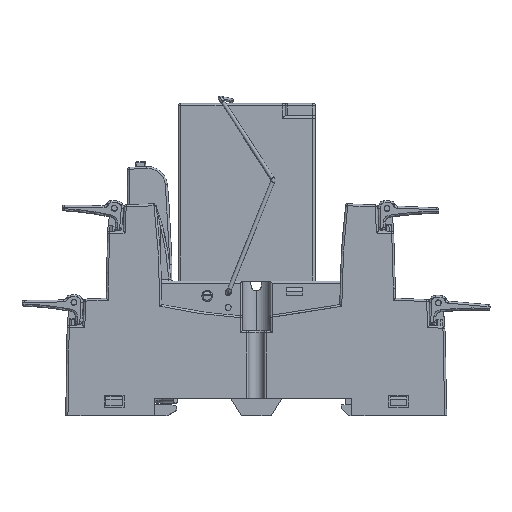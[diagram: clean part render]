
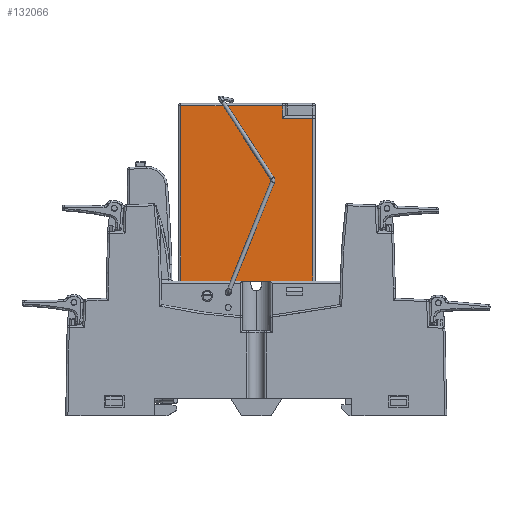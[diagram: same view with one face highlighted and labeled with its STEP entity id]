
A CAD part, top view. The second image highlights one B-rep face of the part: STEP entity #132066.
In plain terms, the highlighted planar face has unit normal (0, 0, 1).
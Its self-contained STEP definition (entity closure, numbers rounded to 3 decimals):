
#2880 = CARTESIAN_POINT ( 'NONE',  ( -25.743, 39.066, 10.444 ) ) ;
#2930 = CARTESIAN_POINT ( 'NONE',  ( -38.993, 3.966, 10.444 ) ) ;
#4656 = CARTESIAN_POINT ( 'NONE',  ( -18.593, 39.066, 10.444 ) ) ;
#8745 = LINE ( 'NONE', #2880, #142299 ) ;
#10379 = EDGE_CURVE ( 'NONE', #91474, #131092, #118604, .T. ) ;
#18951 = CARTESIAN_POINT ( 'NONE',  ( -12.493, 36.566, 10.444 ) ) ;
#22462 = VERTEX_POINT ( 'NONE', #2930 ) ;
#23217 = VERTEX_POINT ( 'NONE', #34750 ) ;
#32580 = LINE ( 'NONE', #152049, #68263 ) ;
#33940 = VECTOR ( 'NONE', #36862, 1000. ) ;
#34750 = CARTESIAN_POINT ( 'NONE',  ( -12.493, 3.966, 10.444 ) ) ;
#36862 = DIRECTION ( 'NONE',  ( 0., 1., 0. ) ) ;
#37306 = ORIENTED_EDGE ( 'NONE', *, *, #151985, .T. ) ;
#39808 = EDGE_LOOP ( 'NONE', ( #80603, #74319, #37306, #137518, #131417, #82135 ) ) ;
#44678 = LINE ( 'NONE', #146507, #104896 ) ;
#45676 = LINE ( 'NONE', #73396, #147285 ) ;
#51056 = CARTESIAN_POINT ( 'NONE',  ( -38.993, 39.066, 10.444 ) ) ;
#58282 = PLANE ( 'NONE',  #145781 ) ;
#65209 = CARTESIAN_POINT ( 'NONE',  ( -38.993, 3.966, 10.444 ) ) ;
#68263 = VECTOR ( 'NONE', #104183, 1000. ) ;
#70354 = CARTESIAN_POINT ( 'NONE',  ( -25.743, 3.966, 10.444 ) ) ;
#73371 = DIRECTION ( 'NONE',  ( -1., 0., 0. ) ) ;
#73396 = CARTESIAN_POINT ( 'NONE',  ( -12.493, 3.966, 10.444 ) ) ;
#74319 = ORIENTED_EDGE ( 'NONE', *, *, #87550, .T. ) ;
#80603 = ORIENTED_EDGE ( 'NONE', *, *, #112011, .T. ) ;
#81122 = LINE ( 'NONE', #65209, #116856 ) ;
#82135 = ORIENTED_EDGE ( 'NONE', *, *, #10379, .T. ) ;
#82636 = VERTEX_POINT ( 'NONE', #18951 ) ;
#86623 = DIRECTION ( 'NONE',  ( 1., 0., 0. ) ) ;
#87550 = EDGE_CURVE ( 'NONE', #148199, #22462, #81122, .T. ) ;
#91474 = VERTEX_POINT ( 'NONE', #92277 ) ;
#92277 = CARTESIAN_POINT ( 'NONE',  ( -18.593, 36.566, 10.444 ) ) ;
#97880 = CARTESIAN_POINT ( 'NONE',  ( -18.593, 3.966, 10.444 ) ) ;
#104183 = DIRECTION ( 'NONE',  ( -1., 0., 0. ) ) ;
#104896 = VECTOR ( 'NONE', #86623, 1000. ) ;
#110996 = EDGE_CURVE ( 'NONE', #23217, #82636, #45676, .T. ) ;
#112011 = EDGE_CURVE ( 'NONE', #131092, #148199, #8745, .T. ) ;
#116174 = DIRECTION ( 'NONE',  ( 0., 0., -1. ) ) ;
#116856 = VECTOR ( 'NONE', #136216, 1000. ) ;
#118604 = LINE ( 'NONE', #97880, #33940 ) ;
#123022 = FACE_OUTER_BOUND ( 'NONE', #39808, .T. ) ;
#129279 = DIRECTION ( 'NONE',  ( 0., -1., 0. ) ) ;
#131092 = VERTEX_POINT ( 'NONE', #4656 ) ;
#131417 = ORIENTED_EDGE ( 'NONE', *, *, #141353, .T. ) ;
#132066 = ADVANCED_FACE ( 'NONE', ( #123022 ), #58282, .F. ) ;
#134395 = DIRECTION ( 'NONE',  ( 0., 1., 0. ) ) ;
#136216 = DIRECTION ( 'NONE',  ( 0., -1., 0. ) ) ;
#137518 = ORIENTED_EDGE ( 'NONE', *, *, #110996, .T. ) ;
#141353 = EDGE_CURVE ( 'NONE', #82636, #91474, #32580, .T. ) ;
#142299 = VECTOR ( 'NONE', #73371, 1000. ) ;
#145781 = AXIS2_PLACEMENT_3D ( 'NONE', #70354, #116174, #129279 ) ;
#146507 = CARTESIAN_POINT ( 'NONE',  ( -11.993, 3.966, 10.444 ) ) ;
#147285 = VECTOR ( 'NONE', #134395, 1000. ) ;
#148199 = VERTEX_POINT ( 'NONE', #51056 ) ;
#151985 = EDGE_CURVE ( 'NONE', #22462, #23217, #44678, .T. ) ;
#152049 = CARTESIAN_POINT ( 'NONE',  ( -18.093, 36.566, 10.444 ) ) ;
